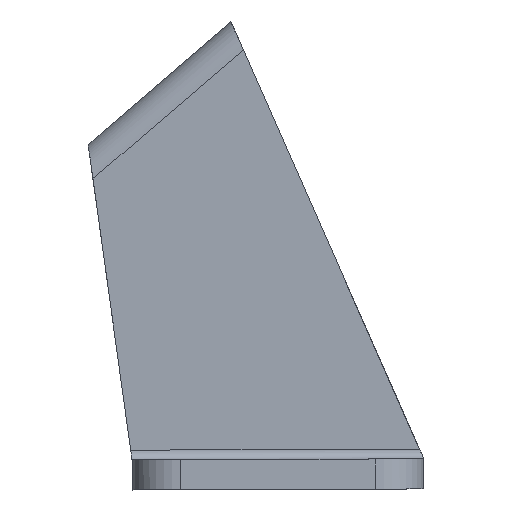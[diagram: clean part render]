
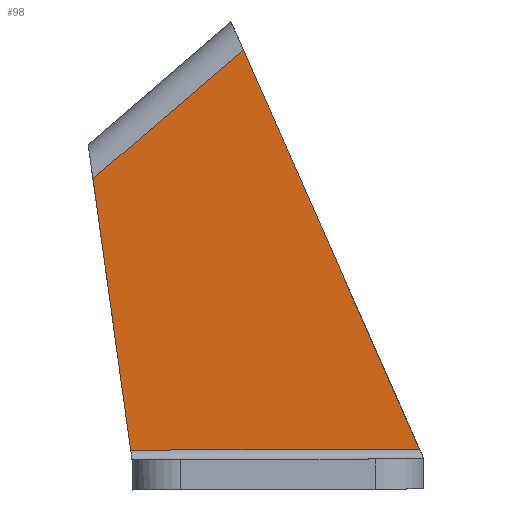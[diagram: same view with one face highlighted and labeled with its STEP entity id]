
A CAD part, front view. The second image highlights one B-rep face of the part: STEP entity #98.
In plain terms, the highlighted planar face has unit normal (0, -1, 0).
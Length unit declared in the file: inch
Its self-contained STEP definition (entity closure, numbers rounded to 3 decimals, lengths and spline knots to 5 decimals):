
#98=ADVANCED_FACE('',(#160),#161,.F.);
#160=FACE_OUTER_BOUND('',#230,.T.);
#161=PLANE('',#231);
#230=EDGE_LOOP('',(#439,#440,#441,#442));
#231=AXIS2_PLACEMENT_3D('',#443,#444,#445);
#439=ORIENTED_EDGE('',*,*,#588,.T.);
#440=ORIENTED_EDGE('',*,*,#573,.T.);
#441=ORIENTED_EDGE('',*,*,#586,.T.);
#442=ORIENTED_EDGE('',*,*,#515,.T.);
#443=CARTESIAN_POINT('',(-4.74591,0.92593,-5.61433));
#444=DIRECTION('',(0.0,1.0,0.0));
#445=DIRECTION('',(0.004,0.0,-1.));
#515=EDGE_CURVE('',#597,#601,#603,.T.);
#573=EDGE_CURVE('',#700,#704,#706,.T.);
#586=EDGE_CURVE('',#704,#597,#725,.T.);
#588=EDGE_CURVE('',#601,#700,#727,.T.);
#597=VERTEX_POINT('',#737);
#601=VERTEX_POINT('',#742);
#603=LINE('',#744,#745);
#700=VERTEX_POINT('',#874);
#704=VERTEX_POINT('',#879);
#706=LINE('',#881,#882);
#725=LINE('',#911,#912);
#727=LINE('',#915,#916);
#737=CARTESIAN_POINT('',(-4.7487,0.92593,-5.59434));
#742=CARTESIAN_POINT('',(-4.15473,0.92593,-5.59217));
#744=CARTESIAN_POINT('',(-4.74599,0.92593,-5.59433));
#745=VECTOR('',#939,1.0);
#874=CARTESIAN_POINT('',(-4.51715,0.92593,-4.77092));
#879=CARTESIAN_POINT('',(-4.82643,0.92593,-5.03621));
#881=CARTESIAN_POINT('',(-5.06573,0.92593,-5.24147));
#882=VECTOR('',#1045,1.0);
#911=CARTESIAN_POINT('',(-4.83626,0.92593,-4.9656));
#912=VECTOR('',#1062,1.0);
#915=CARTESIAN_POINT('',(-4.14592,0.92593,-5.61214));
#916=VECTOR('',#1064,1.0);
#939=DIRECTION('',(1.,0.0,0.004));
#1045=DIRECTION('',(-0.759,0.0,-0.651));
#1062=DIRECTION('',(0.138,0.0,-0.99));
#1064=DIRECTION('',(-0.404,0.0,0.915));
